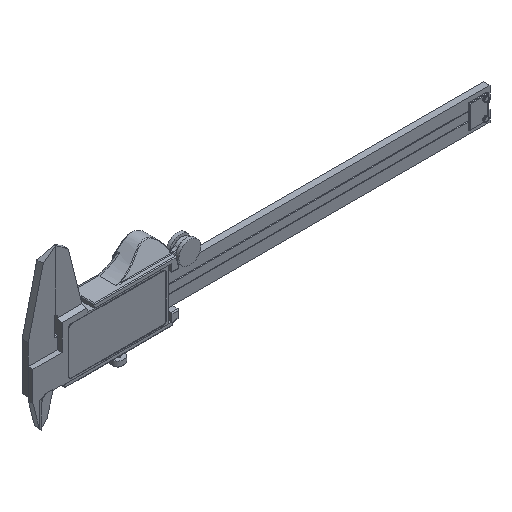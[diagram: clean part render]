
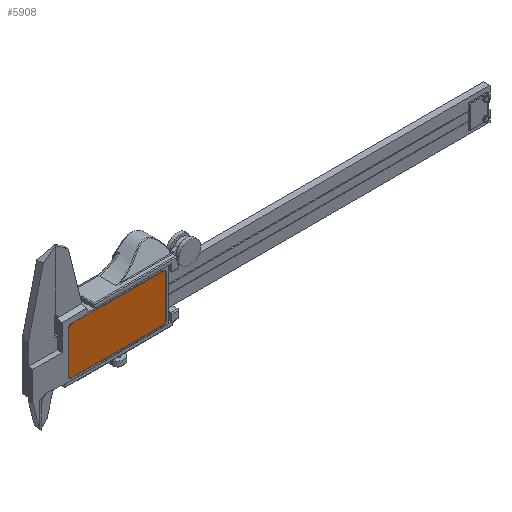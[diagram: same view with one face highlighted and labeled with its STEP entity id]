
A CAD part, isometric view. The second image highlights one B-rep face of the part: STEP entity #5908.
In plain terms, the highlighted planar face has unit normal (0, -1, 0).
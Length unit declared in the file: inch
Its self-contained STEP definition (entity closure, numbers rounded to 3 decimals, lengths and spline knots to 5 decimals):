
#467=FACE_OUTER_BOUND('',#827,.T.);
#827=EDGE_LOOP('',(#4186,#4187,#4188,#4189,#4190,#4191,#4192,#4193));
#1166=CIRCLE('',#6362,0.0625);
#1168=CIRCLE('',#6366,0.0625);
#1170=CIRCLE('',#6370,0.0625);
#1172=CIRCLE('',#6374,0.0625);
#1490=LINE('',#8803,#2030);
#1494=LINE('',#8815,#2034);
#1498=LINE('',#8827,#2038);
#1502=LINE('',#8839,#2042);
#2030=VECTOR('',#7104,0.3937);
#2034=VECTOR('',#7116,0.3937);
#2038=VECTOR('',#7128,0.3937);
#2042=VECTOR('',#7140,0.3937);
#2538=VERTEX_POINT('',#8800);
#2539=VERTEX_POINT('',#8802);
#2541=VERTEX_POINT('',#8808);
#2543=VERTEX_POINT('',#8814);
#2545=VERTEX_POINT('',#8820);
#2547=VERTEX_POINT('',#8826);
#2549=VERTEX_POINT('',#8832);
#2551=VERTEX_POINT('',#8838);
#3140=EDGE_CURVE('',#2539,#2538,#1490,.T.);
#3143=EDGE_CURVE('',#2541,#2539,#1166,.T.);
#3146=EDGE_CURVE('',#2543,#2541,#1494,.T.);
#3149=EDGE_CURVE('',#2545,#2543,#1168,.T.);
#3152=EDGE_CURVE('',#2547,#2545,#1498,.T.);
#3155=EDGE_CURVE('',#2549,#2547,#1170,.T.);
#3158=EDGE_CURVE('',#2551,#2549,#1502,.T.);
#3161=EDGE_CURVE('',#2538,#2551,#1172,.T.);
#4186=ORIENTED_EDGE('',*,*,#3161,.T.);
#4187=ORIENTED_EDGE('',*,*,#3158,.T.);
#4188=ORIENTED_EDGE('',*,*,#3155,.T.);
#4189=ORIENTED_EDGE('',*,*,#3152,.T.);
#4190=ORIENTED_EDGE('',*,*,#3149,.T.);
#4191=ORIENTED_EDGE('',*,*,#3146,.T.);
#4192=ORIENTED_EDGE('',*,*,#3143,.T.);
#4193=ORIENTED_EDGE('',*,*,#3140,.T.);
#5725=PLANE('',#6375);
#5908=ADVANCED_FACE('',(#467),#5725,.T.);
#6362=AXIS2_PLACEMENT_3D('',#8809,#7110,#7111);
#6366=AXIS2_PLACEMENT_3D('',#8821,#7122,#7123);
#6370=AXIS2_PLACEMENT_3D('',#8833,#7134,#7135);
#6374=AXIS2_PLACEMENT_3D('',#8843,#7146,#7147);
#6375=AXIS2_PLACEMENT_3D('',#8844,#7148,#7149);
#7104=DIRECTION('',(0.,0.,1.));
#7110=DIRECTION('center_axis',(0.,-1.,0.));
#7111=DIRECTION('ref_axis',(0.,0.,-1.));
#7116=DIRECTION('',(1.,0.,0.));
#7122=DIRECTION('center_axis',(0.,-1.,0.));
#7123=DIRECTION('ref_axis',(-1.,0.,0.));
#7128=DIRECTION('',(0.,0.,-1.));
#7134=DIRECTION('center_axis',(0.,-1.,0.));
#7135=DIRECTION('ref_axis',(0.,0.,1.));
#7140=DIRECTION('',(-1.,0.,0.));
#7146=DIRECTION('center_axis',(0.,-1.,0.));
#7147=DIRECTION('ref_axis',(1.,0.,0.));
#7148=DIRECTION('center_axis',(0.,-1.,0.));
#7149=DIRECTION('ref_axis',(1.,0.,0.));
#8800=CARTESIAN_POINT('',(-1.95312,-0.10375,0.40625));
#8802=CARTESIAN_POINT('',(-1.95312,-0.10375,-0.40625));
#8803=CARTESIAN_POINT('',(-1.95312,-0.10375,0.40625));
#8808=CARTESIAN_POINT('',(-2.01562,-0.10375,-0.46875));
#8809=CARTESIAN_POINT('Origin',(-2.01562,-0.10375,-0.40625));
#8814=CARTESIAN_POINT('',(-3.82812,-0.10375,-0.46875));
#8815=CARTESIAN_POINT('',(-2.01562,-0.10375,-0.46875));
#8820=CARTESIAN_POINT('',(-3.89062,-0.10375,-0.40625));
#8821=CARTESIAN_POINT('Origin',(-3.82812,-0.10375,-0.40625));
#8826=CARTESIAN_POINT('',(-3.89062,-0.10375,0.40625));
#8827=CARTESIAN_POINT('',(-3.89062,-0.10375,-0.40625));
#8832=CARTESIAN_POINT('',(-3.82812,-0.10375,0.46875));
#8833=CARTESIAN_POINT('Origin',(-3.82812,-0.10375,0.40625));
#8838=CARTESIAN_POINT('',(-2.01562,-0.10375,0.46875));
#8839=CARTESIAN_POINT('',(-3.82812,-0.10375,0.46875));
#8843=CARTESIAN_POINT('Origin',(-2.01562,-0.10375,0.40625));
#8844=CARTESIAN_POINT('Origin',(-2.92187,-0.10375,0.));
